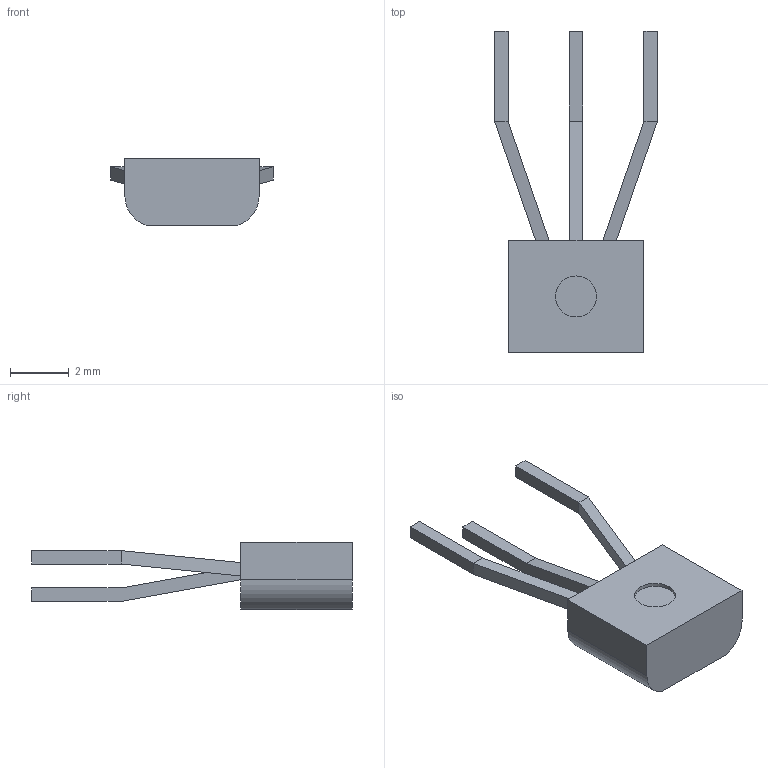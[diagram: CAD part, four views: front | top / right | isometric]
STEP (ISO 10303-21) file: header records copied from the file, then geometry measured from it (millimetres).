
FILE_DESCRIPTION (( 'STEP AP214' ), '1' );
FILE_NAME ('User Library-ZTX1053 (Zetex) (Pitch C-E 200mils, B x=100mils y=50mils).STEP', '2016-01-21T16:12:45', ( 'Windows User' ), ( '' ), 'SwSTEP 2.0', 'SolidWorks 2016', '' );
FILE_SCHEMA (( 'AUTOMOTIVE_DESIGN' ));
Length unit declared in the file: inch
Products named in the file (1): User Library-ZTX1053 (Zetex) (Pitch C-E 200mils, B x=100mils y=50mils)
Bounding box: 5.54 x 10.92 x 2.29 mm (x, y, z)
Volume: 42.5 mm3; surface area: 109.3 mm2
Topology: 1 solids, 1 shells, 46 faces, 168 edges, 138 vertices
Faces by surface type: plane 42, cylinder 4
Entity records: 2918 total; most frequent: CARTESIAN_POINT 831, ORIENTED_EDGE 336, DIRECTION 239, EDGE_CURVE 168, VERTEX_POINT 138, LINE 129, VECTOR 129, EDGE_LOOP 60
